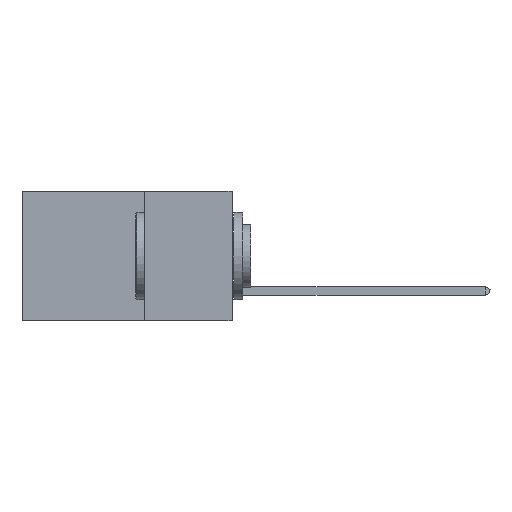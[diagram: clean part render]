
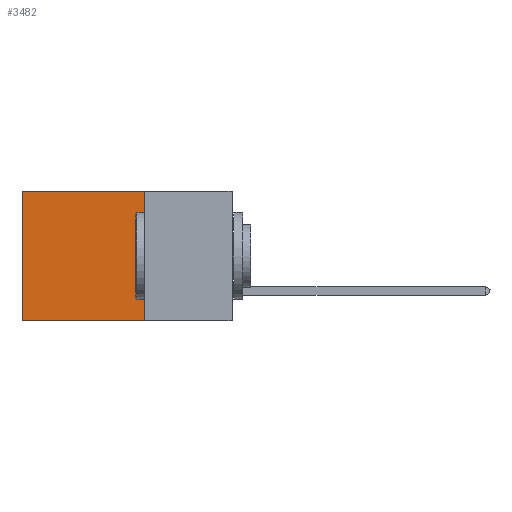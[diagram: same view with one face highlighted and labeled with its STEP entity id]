
A CAD part, left-side view. The second image highlights one B-rep face of the part: STEP entity #3482.
In plain terms, the highlighted planar face has unit normal (-1, 0, 0).
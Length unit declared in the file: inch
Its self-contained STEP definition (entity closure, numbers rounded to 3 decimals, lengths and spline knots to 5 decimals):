
#2722 = EDGE_CURVE ( 'NONE', #7328, #8995, #28035, .T. ) ;
#3482 = ADVANCED_FACE ( 'NONE', ( #39058 ), #34212, .F. ) ;
#7328 = VERTEX_POINT ( 'NONE', #18117 ) ;
#8685 = CARTESIAN_POINT ( 'NONE',  ( 0.2875, 0.25, -0.37 ) ) ;
#8995 = VERTEX_POINT ( 'NONE', #32513 ) ;
#9648 = CARTESIAN_POINT ( 'NONE',  ( 0.2875, 0.25, -0.37 ) ) ;
#10254 = DIRECTION ( 'NONE',  ( 0., 0., -1. ) ) ;
#11744 = DIRECTION ( 'NONE',  ( 0., 1., 0. ) ) ;
#13195 = VECTOR ( 'NONE', #10254, 39.37008 ) ;
#13349 = DIRECTION ( 'NONE',  ( 0., 1., 0. ) ) ;
#17431 = LINE ( 'NONE', #19609, #39512 ) ;
#18117 = CARTESIAN_POINT ( 'NONE',  ( 0.2875, 0.6, 0. ) ) ;
#18550 = ORIENTED_EDGE ( 'NONE', *, *, #2722, .T. ) ;
#18842 = VERTEX_POINT ( 'NONE', #9648 ) ;
#19290 = ORIENTED_EDGE ( 'NONE', *, *, #37615, .T. ) ;
#19307 = VERTEX_POINT ( 'NONE', #38680 ) ;
#19531 = EDGE_LOOP ( 'NONE', ( #18550, #24530, #39169, #19290 ) ) ;
#19609 = CARTESIAN_POINT ( 'NONE',  ( 0.2875, 0.25, 0. ) ) ;
#22864 = VECTOR ( 'NONE', #13349, 39.37008 ) ;
#24530 = ORIENTED_EDGE ( 'NONE', *, *, #29501, .F. ) ;
#25633 = CARTESIAN_POINT ( 'NONE',  ( 0.2875, 0.25, 0. ) ) ;
#26734 = LINE ( 'NONE', #37880, #22864 ) ;
#28035 = LINE ( 'NONE', #32033, #13195 ) ;
#28618 = LINE ( 'NONE', #8685, #29090 ) ;
#29090 = VECTOR ( 'NONE', #11744, 39.37008 ) ;
#29501 = EDGE_CURVE ( 'NONE', #18842, #8995, #28618, .T. ) ;
#32033 = CARTESIAN_POINT ( 'NONE',  ( 0.2875, 0.6, 0. ) ) ;
#32513 = CARTESIAN_POINT ( 'NONE',  ( 0.2875, 0.6, -0.37 ) ) ;
#34212 = PLANE ( 'NONE',  #38160 ) ;
#34339 = DIRECTION ( 'NONE',  ( 0., 0., -1. ) ) ;
#34598 = DIRECTION ( 'NONE',  ( 1., 0., 0. ) ) ;
#34879 = DIRECTION ( 'NONE',  ( 0., 0., -1. ) ) ;
#37615 = EDGE_CURVE ( 'NONE', #19307, #7328, #26734, .T. ) ;
#37880 = CARTESIAN_POINT ( 'NONE',  ( 0.2875, 0.25, 0. ) ) ;
#38160 = AXIS2_PLACEMENT_3D ( 'NONE', #25633, #34598, #34339 ) ;
#38680 = CARTESIAN_POINT ( 'NONE',  ( 0.2875, 0.25, 0. ) ) ;
#39058 = FACE_OUTER_BOUND ( 'NONE', #19531, .T. ) ;
#39169 = ORIENTED_EDGE ( 'NONE', *, *, #39530, .F. ) ;
#39512 = VECTOR ( 'NONE', #34879, 39.37008 ) ;
#39530 = EDGE_CURVE ( 'NONE', #19307, #18842, #17431, .T. ) ;
